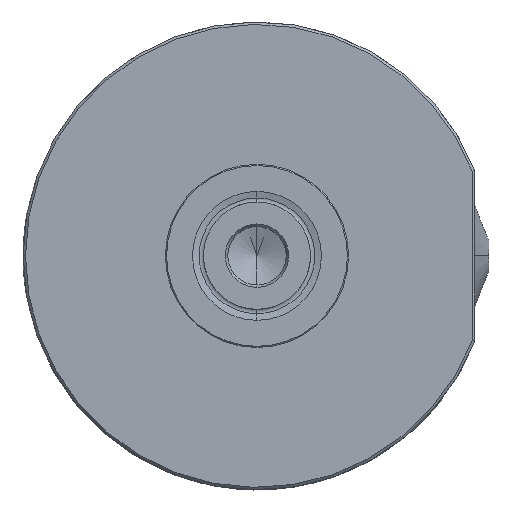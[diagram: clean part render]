
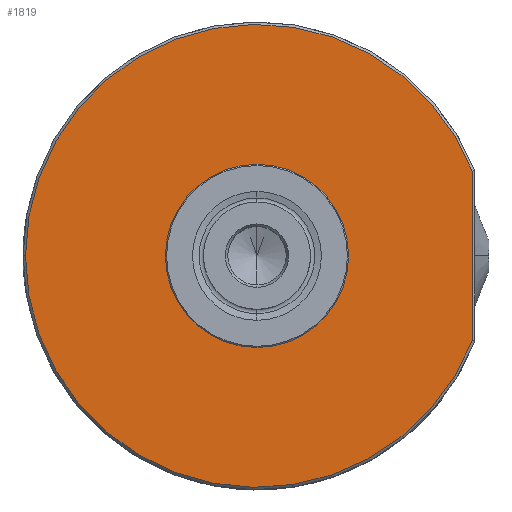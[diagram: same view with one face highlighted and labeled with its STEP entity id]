
A CAD part, top view. The second image highlights one B-rep face of the part: STEP entity #1819.
In plain terms, the highlighted planar face has unit normal (0, 0, 1).
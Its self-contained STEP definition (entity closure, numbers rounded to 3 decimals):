
#807=EDGE_CURVE('NONE',#1965,#1125,#2225,.T.);
#1019=EDGE_CURVE('NONE',#1435,#1599,#2452,.T.);
#1031=EDGE_CURVE('NONE',#2117,#1435,#2464,.T.);
#1125=VERTEX_POINT('NONE',#2570);
#1435=VERTEX_POINT('NONE',#2913);
#1473=EDGE_CURVE('NONE',#1599,#2117,#2958,.T.);
#1599=VERTEX_POINT('NONE',#3098);
#1819=ADVANCED_FACE('NONE',(#3341,#3342),#3343,.F.);
#1965=VERTEX_POINT('NONE',#3509);
#2049=EDGE_CURVE('NONE',#1125,#1965,#3605,.T.);
#2117=VERTEX_POINT('NONE',#3684);
#2225=CIRCLE('',#3900,9.4);
#2452=CIRCLE('',#4363,23.75);
#2464=LINE('',#4380,#4381);
#2570=CARTESIAN_POINT('',(0.,9.4,-0.15));
#2913=CARTESIAN_POINT('',(22.1,8.698,-0.15));
#2958=CIRCLE('',#5370,23.75);
#3098=CARTESIAN_POINT('',(-23.75,0.0,-0.15));
#3341=FACE_OUTER_BOUND('',#6118,.T.);
#3342=FACE_BOUND('',#6119,.T.);
#3343=PLANE('',#6120);
#3509=CARTESIAN_POINT('',(0.,-9.4,-0.15));
#3605=CIRCLE('',#6633,9.4);
#3684=CARTESIAN_POINT('',(22.1,-8.698,-0.15));
#3900=AXIS2_PLACEMENT_3D('',#6828,#6829,#6830);
#4363=AXIS2_PLACEMENT_3D('',#7041,#7042,#7043);
#4380=CARTESIAN_POINT('',(22.1,8.0,-0.15));
#4381=VECTOR('',#7051,1000.0);
#5370=AXIS2_PLACEMENT_3D('',#7605,#7606,#7607);
#6118=EDGE_LOOP('',(#8057,#8058,#8059));
#6119=EDGE_LOOP('',(#8060,#8061));
#6120=AXIS2_PLACEMENT_3D('',#8062,#8063,#8064);
#6633=AXIS2_PLACEMENT_3D('',#8406,#8407,#8408);
#6828=CARTESIAN_POINT('',(0.0,0.0,-0.15));
#6829=DIRECTION('',(0.0,0.0,-1.0));
#6830=DIRECTION('',(-1.0,0.0,0.0));
#7041=CARTESIAN_POINT('',(0.0,0.0,-0.15));
#7042=DIRECTION('',(0.0,0.0,1.0));
#7043=DIRECTION('',(1.0,0.0,0.0));
#7051=DIRECTION('',(0.0,1.0,0.0));
#7605=CARTESIAN_POINT('',(0.0,0.0,-0.15));
#7606=DIRECTION('',(0.0,0.0,1.0));
#7607=DIRECTION('',(1.0,0.0,0.0));
#8057=ORIENTED_EDGE('',*,*,#1019,.T.);
#8058=ORIENTED_EDGE('',*,*,#1473,.T.);
#8059=ORIENTED_EDGE('',*,*,#1031,.T.);
#8060=ORIENTED_EDGE('',*,*,#2049,.T.);
#8061=ORIENTED_EDGE('',*,*,#807,.T.);
#8062=CARTESIAN_POINT('',(0.0,8.0,-0.15));
#8063=DIRECTION('',(0.0,0.0,-1.0));
#8064=DIRECTION('',(0.0,1.0,0.0));
#8406=CARTESIAN_POINT('',(0.0,0.0,-0.15));
#8407=DIRECTION('',(0.0,0.0,-1.0));
#8408=DIRECTION('',(-1.0,0.0,0.0));
